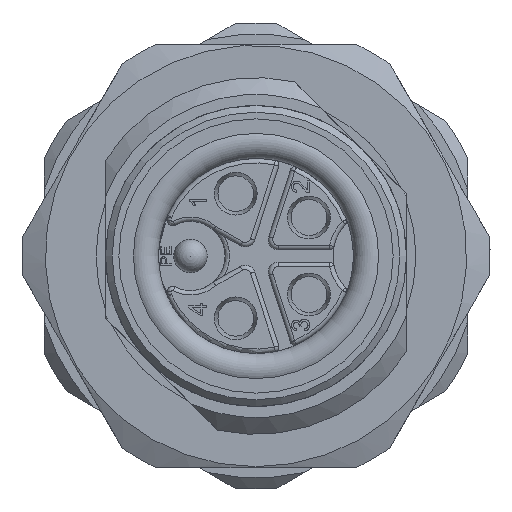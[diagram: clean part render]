
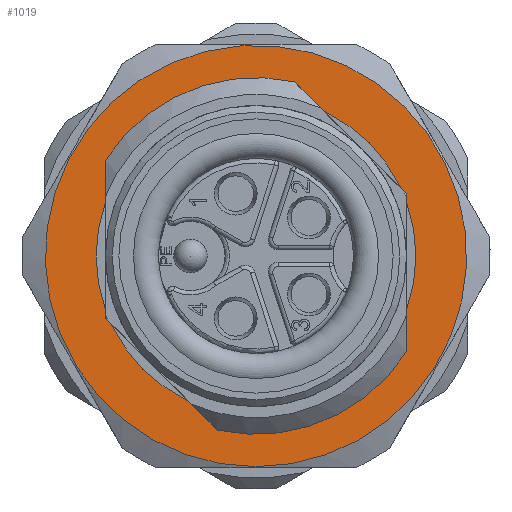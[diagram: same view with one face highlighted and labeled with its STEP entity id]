
A CAD part, left-side view. The second image highlights one B-rep face of the part: STEP entity #1019.
In plain terms, the highlighted planar face has unit normal (-1, 0, 0).
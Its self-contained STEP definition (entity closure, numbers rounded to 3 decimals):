
#469=FACE_BOUND('',#1966,.T.);
#470=FACE_BOUND('',#1967,.T.);
#571=CIRCLE('',#7283,8.);
#653=CIRCLE('',#7385,8.);
#663=CIRCLE('',#7417,7.172);
#665=CIRCLE('',#7420,7.172);
#667=CIRCLE('',#7423,7.172);
#668=CIRCLE('',#7425,7.172);
#669=CIRCLE('',#7426,9.45);
#1019=ADVANCED_FACE('',(#469,#470),#1398,.T.);
#1398=PLANE('',#7427);
#1966=EDGE_LOOP('',(#2766,#2767,#2768,#2769,#2770,#2771,#2772,#2773,#2774,
#2775,#2776,#2777,#2778,#2779));
#1967=EDGE_LOOP('',(#2780));
#2766=ORIENTED_EDGE('',*,*,#5186,.F.);
#2767=ORIENTED_EDGE('',*,*,#5195,.F.);
#2768=ORIENTED_EDGE('',*,*,#5388,.F.);
#2769=ORIENTED_EDGE('',*,*,#5201,.F.);
#2770=ORIENTED_EDGE('',*,*,#5236,.F.);
#2771=ORIENTED_EDGE('',*,*,#5223,.T.);
#2772=ORIENTED_EDGE('',*,*,#5391,.F.);
#2773=ORIENTED_EDGE('',*,*,#5229,.T.);
#2774=ORIENTED_EDGE('',*,*,#5209,.T.);
#2775=ORIENTED_EDGE('',*,*,#5390,.F.);
#2776=ORIENTED_EDGE('',*,*,#5216,.T.);
#2777=ORIENTED_EDGE('',*,*,#5376,.F.);
#2778=ORIENTED_EDGE('',*,*,#5179,.F.);
#2779=ORIENTED_EDGE('',*,*,#5386,.F.);
#2780=ORIENTED_EDGE('',*,*,#5392,.F.);
#4498=VERTEX_POINT('',#10252);
#4499=VERTEX_POINT('',#10254);
#4505=VERTEX_POINT('',#10272);
#4506=VERTEX_POINT('',#10274);
#4512=VERTEX_POINT('',#10294);
#4517=VERTEX_POINT('',#10311);
#4518=VERTEX_POINT('',#10313);
#4524=VERTEX_POINT('',#10332);
#4525=VERTEX_POINT('',#10334);
#4531=VERTEX_POINT('',#10352);
#4532=VERTEX_POINT('',#10354);
#4536=VERTEX_POINT('',#10368);
#4537=VERTEX_POINT('',#10370);
#4542=VERTEX_POINT('',#10387);
#4649=VERTEX_POINT('',#10778);
#5179=EDGE_CURVE('',#4498,#4499,#6213,.T.);
#5186=EDGE_CURVE('',#4505,#4506,#6218,.T.);
#5195=EDGE_CURVE('',#4512,#4505,#6226,.T.);
#5201=EDGE_CURVE('',#4517,#4518,#6230,.T.);
#5209=EDGE_CURVE('',#4525,#4524,#6237,.T.);
#5216=EDGE_CURVE('',#4532,#4531,#6242,.T.);
#5223=EDGE_CURVE('',#4537,#4536,#6248,.T.);
#5229=EDGE_CURVE('',#4542,#4525,#6252,.T.);
#5236=EDGE_CURVE('',#4537,#4517,#571,.T.);
#5376=EDGE_CURVE('',#4499,#4531,#653,.T.);
#5386=EDGE_CURVE('',#4506,#4498,#663,.T.);
#5388=EDGE_CURVE('',#4518,#4512,#665,.T.);
#5390=EDGE_CURVE('',#4532,#4524,#667,.T.);
#5391=EDGE_CURVE('',#4542,#4536,#668,.T.);
#5392=EDGE_CURVE('',#4649,#4649,#669,.T.);
#6213=LINE('',#10253,#6739);
#6218=LINE('',#10273,#6744);
#6226=LINE('',#10295,#6752);
#6230=LINE('',#10312,#6756);
#6237=LINE('',#10333,#6763);
#6242=LINE('',#10353,#6768);
#6248=LINE('',#10369,#6774);
#6252=LINE('',#10386,#6778);
#6739=VECTOR('',#8111,1.);
#6744=VECTOR('',#8116,1.);
#6752=VECTOR('',#8126,1.);
#6756=VECTOR('',#8130,1.);
#6763=VECTOR('',#8139,1.);
#6768=VECTOR('',#8144,1.);
#6774=VECTOR('',#8152,1.);
#6778=VECTOR('',#8156,1.);
#7283=AXIS2_PLACEMENT_3D('',#10401,#8175,#8176);
#7385=AXIS2_PLACEMENT_3D('',#10732,#8413,#8414);
#7417=AXIS2_PLACEMENT_3D('',#10768,#8477,#8478);
#7420=AXIS2_PLACEMENT_3D('',#10771,#8483,#8484);
#7423=AXIS2_PLACEMENT_3D('',#10774,#8489,#8490);
#7425=AXIS2_PLACEMENT_3D('',#10776,#8493,#8494);
#7426=AXIS2_PLACEMENT_3D('',#10777,#8495,#8496);
#7427=AXIS2_PLACEMENT_3D('',#10779,#8497,#8498);
#8111=DIRECTION('',(0.,-0.707,-0.707));
#8116=DIRECTION('',(0.,-0.707,-0.707));
#8126=DIRECTION('',(0.,0.,-1.));
#8130=DIRECTION('',(0.,0.,-1.));
#8139=DIRECTION('',(0.,0.,-1.));
#8144=DIRECTION('',(0.,0.,-1.));
#8152=DIRECTION('',(0.,-0.707,-0.707));
#8156=DIRECTION('',(0.,-0.707,-0.707));
#8175=DIRECTION('',(-1.,0.,0.));
#8176=DIRECTION('',(0.,0.,-1.));
#8413=DIRECTION('',(-1.,0.,0.));
#8414=DIRECTION('',(0.,0.,-1.));
#8477=DIRECTION('',(-1.,0.,0.));
#8478=DIRECTION('',(0.,0.,1.));
#8483=DIRECTION('',(-1.,0.,0.));
#8484=DIRECTION('',(0.,0.,1.));
#8489=DIRECTION('',(-1.,0.,0.));
#8490=DIRECTION('',(0.,0.,1.));
#8493=DIRECTION('',(-1.,0.,0.));
#8494=DIRECTION('',(0.,0.,1.));
#8495=DIRECTION('',(1.,0.,0.));
#8496=DIRECTION('',(0.,0.,-1.));
#8497=DIRECTION('',(-1.,0.,0.));
#8498=DIRECTION('',(0.,0.,-1.));
#10252=CARTESIAN_POINT('',(11.55,3.059,-6.487));
#10253=CARTESIAN_POINT('',(11.55,0.711,-8.835));
#10254=CARTESIAN_POINT('',(11.55,1.737,-7.809));
#10272=CARTESIAN_POINT('',(11.55,6.75,-2.796));
#10273=CARTESIAN_POINT('',(11.55,0.711,-8.835));
#10274=CARTESIAN_POINT('',(11.55,6.487,-3.059));
#10294=CARTESIAN_POINT('',(11.55,6.75,-2.424));
#10295=CARTESIAN_POINT('',(11.55,6.75,-2.796));
#10311=CARTESIAN_POINT('',(11.55,6.75,4.294));
#10312=CARTESIAN_POINT('',(11.55,6.75,-2.796));
#10313=CARTESIAN_POINT('',(11.55,6.75,2.424));
#10332=CARTESIAN_POINT('',(11.55,-6.75,2.424));
#10333=CARTESIAN_POINT('',(11.55,-6.75,-5.744));
#10334=CARTESIAN_POINT('',(11.55,-6.75,2.796));
#10352=CARTESIAN_POINT('',(11.55,-6.75,-4.294));
#10353=CARTESIAN_POINT('',(11.55,-6.75,-5.744));
#10354=CARTESIAN_POINT('',(11.55,-6.75,-2.424));
#10368=CARTESIAN_POINT('',(11.55,-3.059,6.487));
#10369=CARTESIAN_POINT('',(11.55,-6.75,2.796));
#10370=CARTESIAN_POINT('',(11.55,-1.737,7.809));
#10386=CARTESIAN_POINT('',(11.55,-6.75,2.796));
#10387=CARTESIAN_POINT('',(11.55,-6.487,3.059));
#10401=CARTESIAN_POINT('',(11.55,0.,0.));
#10732=CARTESIAN_POINT('',(11.55,0.,0.));
#10768=CARTESIAN_POINT('',(11.55,0.,0.));
#10771=CARTESIAN_POINT('',(11.55,0.,0.));
#10774=CARTESIAN_POINT('',(11.55,0.,0.));
#10776=CARTESIAN_POINT('',(11.55,0.,0.));
#10777=CARTESIAN_POINT('',(11.55,0.,0.));
#10778=CARTESIAN_POINT('',(11.55,0.,-9.45));
#10779=CARTESIAN_POINT('',(11.55,0.,0.));
